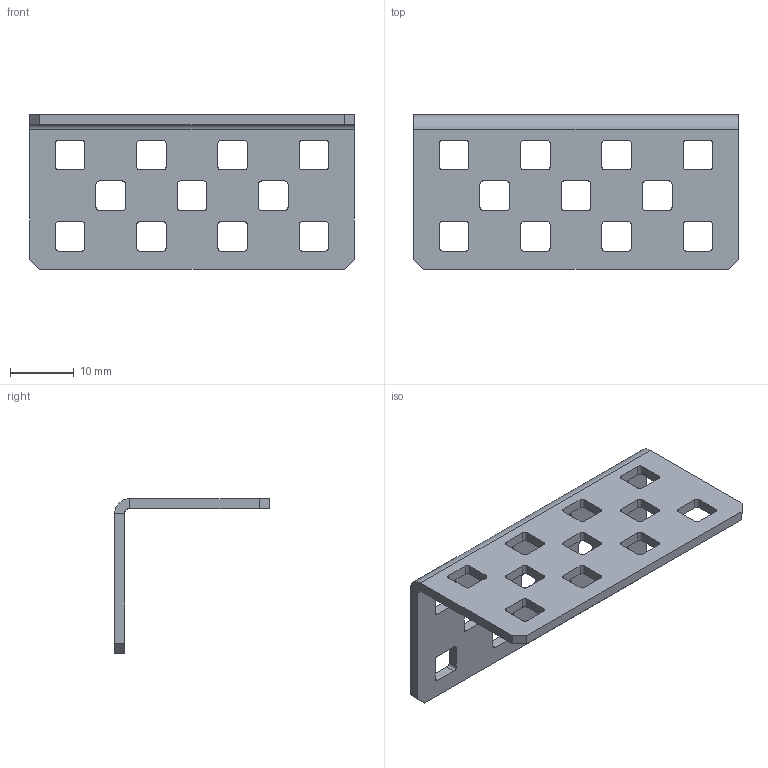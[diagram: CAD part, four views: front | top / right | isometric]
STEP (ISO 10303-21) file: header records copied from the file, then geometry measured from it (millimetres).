
FILE_DESCRIPTION(/* description */ ('STEP AP203'),/* implementation_level */ '2;1');
FILE_NAME(/* name */ 'Angle CouplerAngle_Coupler_Gusset_276-2578_MIR.ipt.step',/* time_stamp */ '2020-04-16T22:58:18-04:00',/* author */ (''),/* organization */ (''),/* preprocessor_version */ 'ST-DEVELOPER v17',/* originating_system */ 'Autodesk Inventor 2019',/* authorisation */ '');
FILE_SCHEMA (('AUTOMOTIVE_DESIGN { 1 0 10303 214 3 1 1 }'));
Length unit declared in the file: inch
Products named in the file (1): Angle CouplerAngle_Coupler_Gusset_276-2578_MIR
Bounding box: 50.8 x 24.23 x 24.23 mm (x, y, z)
Volume: 2955.1 mm3; surface area: 4662.9 mm2
Topology: 1 solids, 1 shells, 194 faces, 598 edges, 414 vertices
Faces by surface type: plane 104, cylinder 90
Entity records: 6772 total; most frequent: DIRECTION 1182, CARTESIAN_POINT 1177, ORIENTED_EDGE 1136, EDGE_CURVE 568, AXIS2_PLACEMENT_3D 397, LINE 388, VECTOR 388, VERTEX_POINT 376
